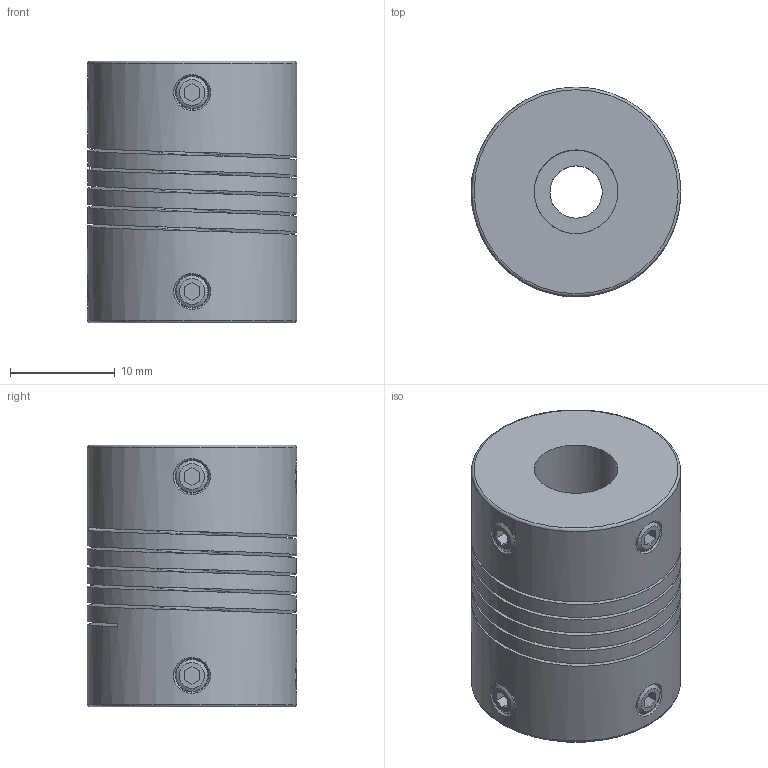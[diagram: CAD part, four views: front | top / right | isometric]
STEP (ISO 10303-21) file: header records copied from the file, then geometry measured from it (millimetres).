
FILE_DESCRIPTION(/* description */ (''),/* implementation_level */ '2;1');
FILE_NAME(/* name */ 'assembly.step',/* time_stamp */ '2021-08-25T05:49:23+00:00',/* author */ (''),/* organization */ (''),/* preprocessor_version */ 'ST-DEVELOPER v18.1',/* originating_system */ 'Autodesk Translation Framework v10.6.0.1341',/* authorisation */ '');
FILE_SCHEMA (('AUTOMOTIVE_DESIGN { 1 0 10303 214 3 1 1 }'));
Length unit declared in the file: centimetre
Products named in the file (3): Untitled; Acople FlexibleSLDPRT_Predeterminado; socket set screw cone point_am_B18.3.6M - M3 x 0.5 x 6 Hex Socket Con
e Pt
Assembly tree (5 placements, depth 2):
  Untitled
    Acople FlexibleSLDPRT_Predeterminado
    socket set screw cone point_am_B18.3.6M - M3 x 0.5 x 6 Hex Socket Con
e Pt  x4
Bounding box: 20.02 x 20.02 x 25 mm (x, y, z)
Volume: 6318.9 mm3; surface area: 5757.2 mm2
Topology: 5 solids, 5 shells, 81 faces, 213 edges, 144 vertices
Faces by surface type: plane 41, cylinder 19, bspline 10, cone 9, torus 2
Full cylindrical faces by diameter (mm): 3.046 x4, 3.166 x4, 5 x1, 8 x5, 20 x5
Entity records: 6767 total; most frequent: CARTESIAN_POINT 5558, ORIENTED_EDGE 270, DIRECTION 180, EDGE_CURVE 135, VERTEX_POINT 93, AXIS2_PLACEMENT_3D 61, LINE 58, VECTOR 58
